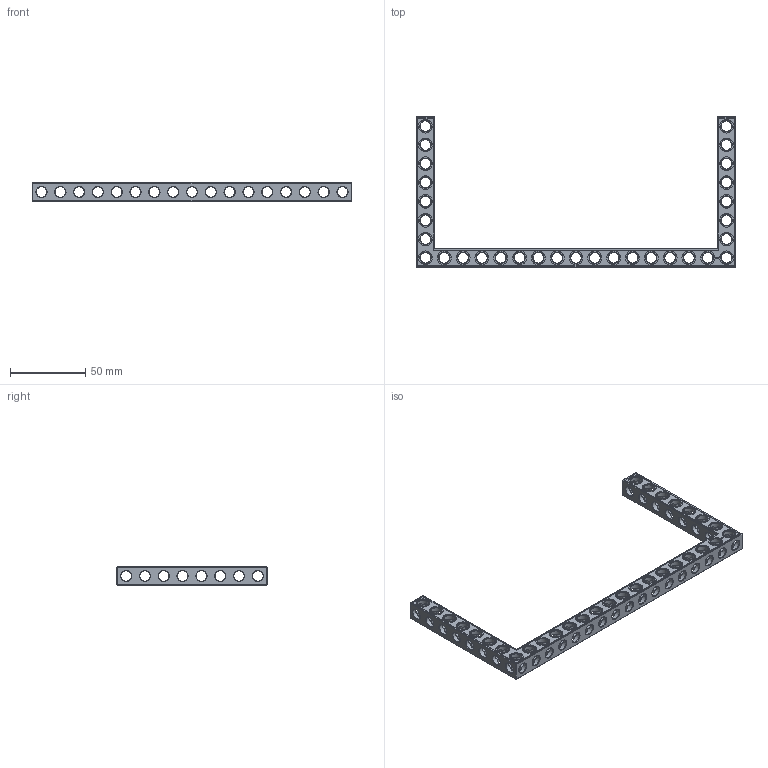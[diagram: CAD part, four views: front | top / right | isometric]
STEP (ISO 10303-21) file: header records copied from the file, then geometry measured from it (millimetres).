
FILE_DESCRIPTION(('FreeCAD Model'),'2;1');
FILE_NAME('Open CASCADE Shape Model','2022-03-06T17:30:00',('Author'),( ''),'Open CASCADE STEP processor 7.5','FreeCAD','Unknown');
FILE_SCHEMA(('AUTOMOTIVE_DESIGN { 1 0 10303 214 1 1 1 1 }'));
Products named in the file (1): Beam AGD ESS USH SYM BU17x08x01 - SPN-BEM-0581 (stemfie.org)
Bounding box: 212.5 x 100 x 12.5 mm (x, y, z)
Volume: 30282.6 mm3; surface area: 27086.7 mm2
Topology: 1 solids, 1 shells, 882 faces, 2673 edges, 1734 vertices
Faces by surface type: plane 407, cylinder 187, extrusion 162, cone 126
Full cylindrical faces by diameter (mm): 6.98 x18, 7 x138, 9.2 x31
Entity records: 142516 total; most frequent: CARTESIAN_POINT 92424, DIRECTION 8187, ORIENTED_EDGE 5346, PCURVE 5346, DEFINITIONAL_REPRESENTATION 5346, VECTOR 5152, LINE 4990, EDGE_CURVE 2673
